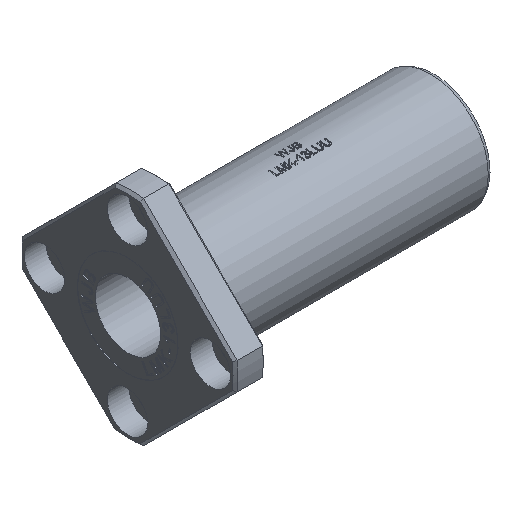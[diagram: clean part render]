
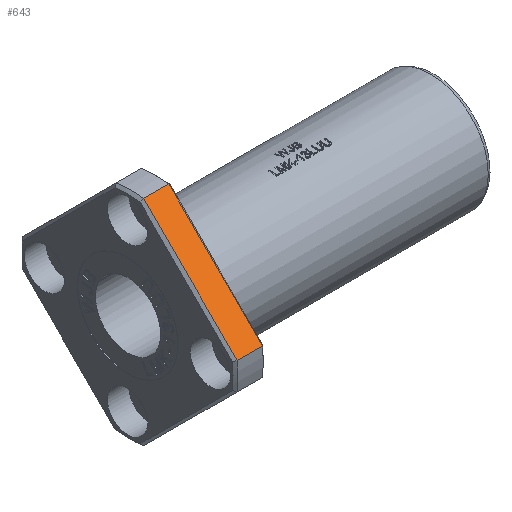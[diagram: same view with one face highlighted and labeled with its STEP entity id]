
A CAD part, isometric view. The second image highlights one B-rep face of the part: STEP entity #643.
In plain terms, the highlighted planar face has unit normal (0, -0.707, 0.707).
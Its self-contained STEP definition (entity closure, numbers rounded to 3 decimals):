
#216=FACE_OUTER_BOUND('',#1487,.T.);
#643=ADVANCED_FACE('',(#216),#991,.T.);
#991=PLANE('',#6992);
#1487=EDGE_LOOP('',(#3340,#3341,#3342,#3343));
#3340=ORIENTED_EDGE('',*,*,#5821,.F.);
#3341=ORIENTED_EDGE('',*,*,#5785,.T.);
#3342=ORIENTED_EDGE('',*,*,#5820,.T.);
#3343=ORIENTED_EDGE('',*,*,#5736,.F.);
#5067=VERTEX_POINT('',#10172);
#5080=VERTEX_POINT('',#10231);
#5110=VERTEX_POINT('',#10506);
#5120=VERTEX_POINT('',#10611);
#5736=EDGE_CURVE('',#5080,#5067,#6501,.T.);
#5785=EDGE_CURVE('',#5120,#5110,#6547,.T.);
#5820=EDGE_CURVE('',#5110,#5067,#6581,.T.);
#5821=EDGE_CURVE('',#5120,#5080,#6582,.T.);
#6501=B_SPLINE_CURVE_WITH_KNOTS('',3,(#10233,#10234,#10235,#10236),.UNSPECIFIED.,
 .F.,.F.,(4,4),(0.,1.),.UNSPECIFIED.);
#6547=B_SPLINE_CURVE_WITH_KNOTS('',3,(#10607,#10608,#10609,#10610),.UNSPECIFIED.,
 .F.,.F.,(4,4),(0.,1.),.UNSPECIFIED.);
#6581=B_SPLINE_CURVE_WITH_KNOTS('',3,(#10896,#10897,#10898,#10899),.UNSPECIFIED.,
 .F.,.F.,(4,4),(0.,1.),.UNSPECIFIED.);
#6582=B_SPLINE_CURVE_WITH_KNOTS('',3,(#10901,#10902,#10903,#10904),.UNSPECIFIED.,
 .F.,.F.,(4,4),(0.,1.),.UNSPECIFIED.);
#6992=AXIS2_PLACEMENT_3D('',#10905,#7612,#7613);
#7612=DIRECTION('',(0.,-0.707,0.707));
#7613=DIRECTION('',(1.,0.,0.));
#10172=CARTESIAN_POINT('',(0.5,-21.328,2.714));
#10231=CARTESIAN_POINT('',(5.5,-21.328,2.714));
#10233=CARTESIAN_POINT('',(5.5,-21.328,2.714));
#10234=CARTESIAN_POINT('',(3.833,-21.328,2.714));
#10235=CARTESIAN_POINT('',(2.167,-21.328,2.714));
#10236=CARTESIAN_POINT('',(0.5,-21.328,2.714));
#10506=CARTESIAN_POINT('',(0.5,-2.714,21.328));
#10607=CARTESIAN_POINT('',(5.5,-2.714,21.328));
#10608=CARTESIAN_POINT('',(3.833,-2.714,21.328));
#10609=CARTESIAN_POINT('',(2.167,-2.714,21.328));
#10610=CARTESIAN_POINT('',(0.5,-2.714,21.328));
#10611=CARTESIAN_POINT('',(5.5,-2.714,21.328));
#10896=CARTESIAN_POINT('',(0.5,-2.714,21.328));
#10897=CARTESIAN_POINT('',(0.5,-8.918,15.123));
#10898=CARTESIAN_POINT('',(0.5,-15.123,8.918));
#10899=CARTESIAN_POINT('',(0.5,-21.328,2.714));
#10901=CARTESIAN_POINT('',(5.5,-2.714,21.328));
#10902=CARTESIAN_POINT('',(5.5,-8.918,15.123));
#10903=CARTESIAN_POINT('',(5.5,-15.123,8.918));
#10904=CARTESIAN_POINT('',(5.5,-21.328,2.714));
#10905=CARTESIAN_POINT('',(0.5,-21.328,2.714));
